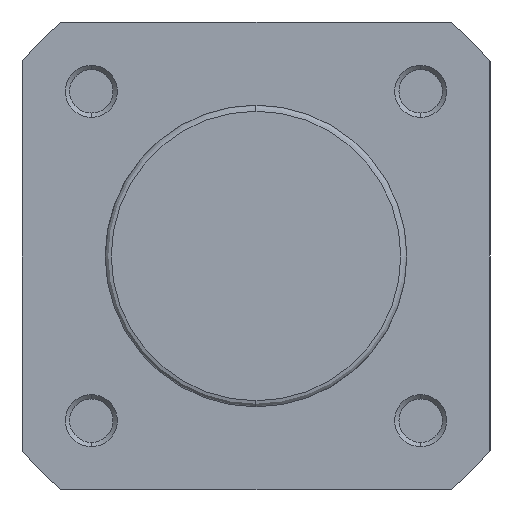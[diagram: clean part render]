
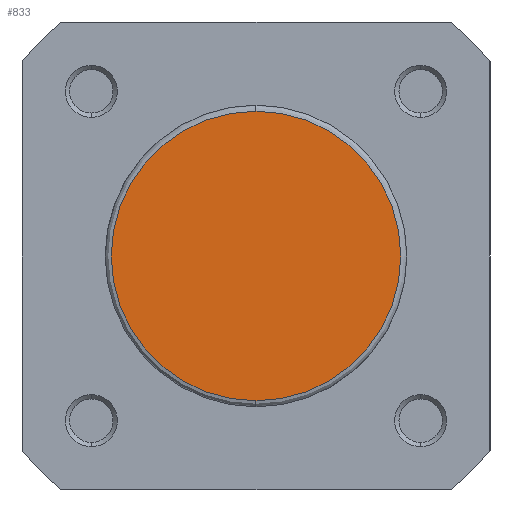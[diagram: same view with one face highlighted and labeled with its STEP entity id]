
A CAD part, left-side view. The second image highlights one B-rep face of the part: STEP entity #833.
In plain terms, the highlighted planar face has unit normal (-1, 0, 0).
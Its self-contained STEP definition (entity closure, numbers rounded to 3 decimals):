
#86 = DIRECTION ( 'NONE',  ( 0., 0., 1. ) ) ;
#137 = CARTESIAN_POINT ( 'NONE',  ( 0., -17.4, 0. ) ) ;
#203 = DIRECTION ( 'NONE',  ( -1., 0., 0. ) ) ;
#305 = CARTESIAN_POINT ( 'NONE',  ( 0., 0., -16.7 ) ) ;
#455 = VERTEX_POINT ( 'NONE', #305 ) ;
#532 = PLANE ( 'NONE',  #2432 ) ;
#539 = VERTEX_POINT ( 'NONE', #577 ) ;
#577 = CARTESIAN_POINT ( 'NONE',  ( 0., 0., 16.7 ) ) ;
#833 = ADVANCED_FACE ( 'NONE', ( #4961 ), #532, .T. ) ;
#933 = CIRCLE ( 'NONE', #2644, 16.7 ) ;
#1176 = CIRCLE ( 'NONE', #2744, 16.7 ) ;
#2096 = EDGE_LOOP ( 'NONE', ( #4524, #4523 ) ) ;
#2238 = EDGE_CURVE ( 'NONE', #455, #539, #933, .T. ) ;
#2432 = AXIS2_PLACEMENT_3D ( 'NONE', #137, #203, #86 ) ;
#2644 = AXIS2_PLACEMENT_3D ( 'NONE', #3458, #3464, #3465 ) ;
#2744 = AXIS2_PLACEMENT_3D ( 'NONE', #3986, #3994, #3995 ) ;
#2878 = EDGE_CURVE ( 'NONE', #539, #455, #1176, .T. ) ;
#3458 = CARTESIAN_POINT ( 'NONE',  ( 0., 0., 0. ) ) ;
#3464 = DIRECTION ( 'NONE',  ( -1., 0., 0. ) ) ;
#3465 = DIRECTION ( 'NONE',  ( 0., 0., 1. ) ) ;
#3986 = CARTESIAN_POINT ( 'NONE',  ( 0., 0., 0. ) ) ;
#3994 = DIRECTION ( 'NONE',  ( -1., 0., 0. ) ) ;
#3995 = DIRECTION ( 'NONE',  ( 0., 0., 1. ) ) ;
#4523 = ORIENTED_EDGE ( 'NONE', *, *, #2238, .T. ) ;
#4524 = ORIENTED_EDGE ( 'NONE', *, *, #2878, .T. ) ;
#4961 = FACE_OUTER_BOUND ( 'NONE', #2096, .T. ) ;
